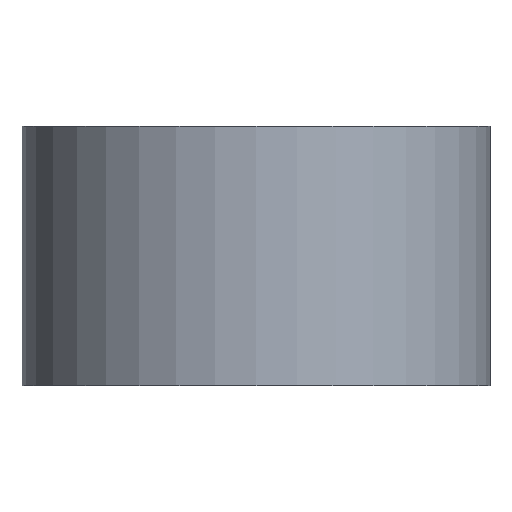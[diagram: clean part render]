
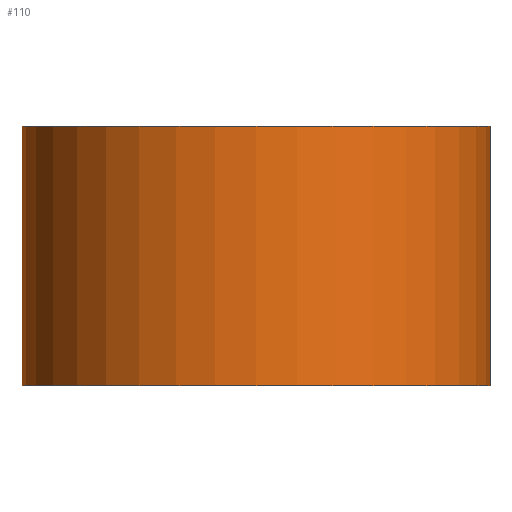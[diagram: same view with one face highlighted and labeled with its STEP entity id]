
A CAD part, front view. The second image highlights one B-rep face of the part: STEP entity #110.
In plain terms, the highlighted cylindrical face has radius 27.927 mm (diameter 55.854 mm), a full revolution.
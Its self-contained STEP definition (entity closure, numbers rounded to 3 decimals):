
#72=CYLINDRICAL_SURFACE('',#171,27.927);
#79=ORIENTED_EDGE('',*,*,#84,.T.);
#80=ORIENTED_EDGE('',*,*,#82,.F.);
#82=EDGE_CURVE('',#86,#86,#150,.T.);
#84=EDGE_CURVE('',#88,#88,#152,.T.);
#86=VERTEX_POINT('',#255);
#88=VERTEX_POINT('',#260);
#95=EDGE_LOOP('',(#79));
#96=EDGE_LOOP('',(#80));
#103=FACE_BOUND('',#95,.T.);
#104=FACE_BOUND('',#96,.T.);
#110=ADVANCED_FACE('',(#103,#104),#72,.T.);
#150=CIRCLE('',#166,27.927);
#152=CIRCLE('',#169,27.927);
#166=AXIS2_PLACEMENT_3D('',#254,#202,#203);
#169=AXIS2_PLACEMENT_3D('',#259,#208,#209);
#171=AXIS2_PLACEMENT_3D('',#262,#212,#213);
#202=DIRECTION('',(0.,0.,1.));
#203=DIRECTION('',(1.,0.,0.));
#208=DIRECTION('',(0.,0.,1.));
#209=DIRECTION('',(1.,0.,0.));
#212=DIRECTION('',(0.,0.,1.));
#213=DIRECTION('',(1.,0.,0.));
#254=CARTESIAN_POINT('',(0.,0.,31.));
#255=CARTESIAN_POINT('',(27.927,0.,31.));
#259=CARTESIAN_POINT('',(0.,0.,0.));
#260=CARTESIAN_POINT('',(27.927,0.,0.));
#262=CARTESIAN_POINT('',(0.,0.,0.));
